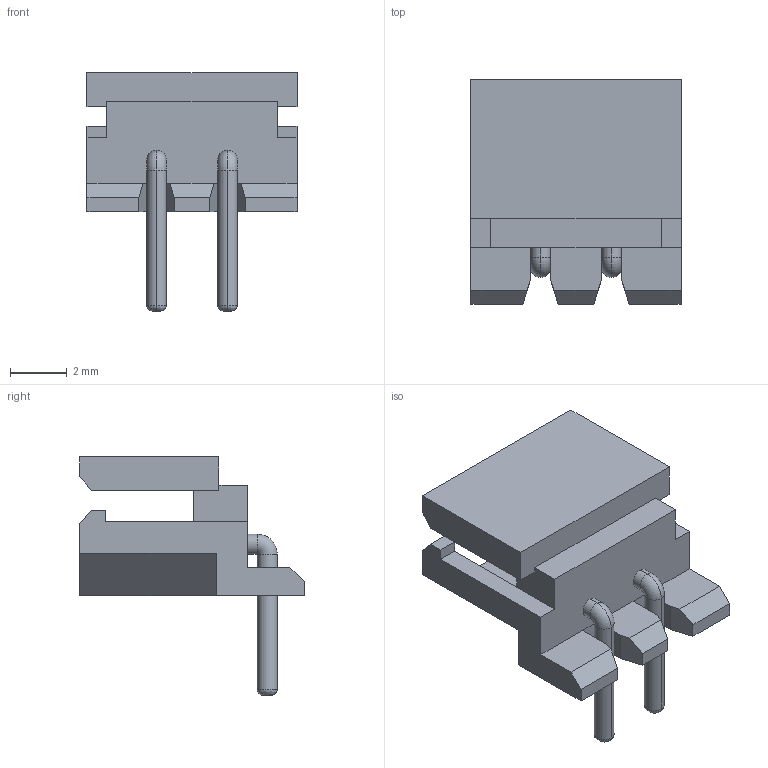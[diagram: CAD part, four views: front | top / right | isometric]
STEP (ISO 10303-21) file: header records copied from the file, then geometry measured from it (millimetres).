
FILE_DESCRIPTION((''),'2;1');
FILE_NAME('022057025','2014-03-21T',('me'),(''),'PRO/ENGINEER BY PARAMETRIC TECHNOLOGY CORPORATION, 2011490','PRO/ENGINEER BY PARAMETRIC TECHNOLOGY CORPORATION, 2011490','');
FILE_SCHEMA(('CONFIG_CONTROL_DESIGN'));
Length unit declared in the file: millimetre
Products named in the file (1): 022057025
Bounding box: 7.4 x 7.9 x 8.4 mm (x, y, z)
Volume: 131.6 mm3; surface area: 350.5 mm2
Topology: 1 solids, 1 shells, 93 faces, 260 edges, 182 vertices
Faces by surface type: plane 69, cylinder 12, bspline 8, torus 4
Entity records: 3113 total; most frequent: CARTESIAN_POINT 718, DIRECTION 482, ORIENTED_EDGE 478, EDGE_CURVE 239, VECTOR 202, LINE 202, VERTEX_POINT 152, AXIS2_PLACEMENT_3D 140
